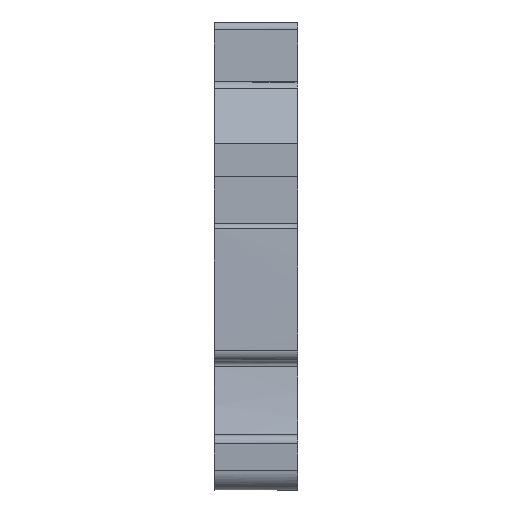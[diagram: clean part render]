
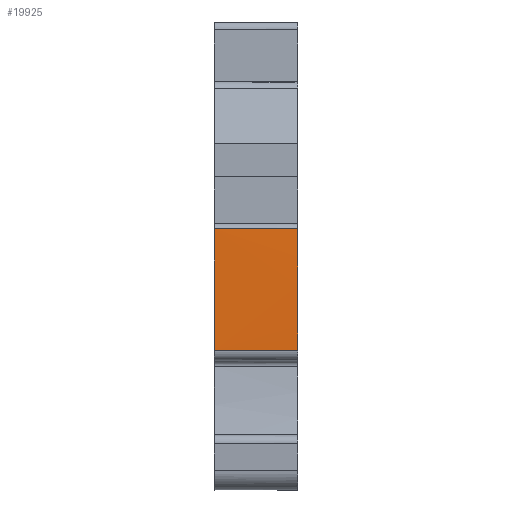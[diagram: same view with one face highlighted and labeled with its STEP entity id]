
A CAD part, front view. The second image highlights one B-rep face of the part: STEP entity #19925.
In plain terms, the highlighted cylindrical face has radius 250 mm (diameter 500 mm), a partial arc.
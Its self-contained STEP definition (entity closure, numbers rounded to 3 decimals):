
#18593=AXIS2_PLACEMENT_3D('Circle Axis2P3D',#18591,#18592,$) ;
#18600=AXIS2_PLACEMENT_3D('Circle Axis2P3D',#18598,#18599,$) ;
#19906=AXIS2_PLACEMENT_3D('Cylinder Axis2P3D',#19903,#19904,#19905) ;
#1286=CARTESIAN_POINT('Vertex',(0.05,1.53,13.45)) ;
#1337=CARTESIAN_POINT('Vertex',(0.05,1.637,25.2)) ;
#1349=CARTESIAN_POINT('Control Point',(0.05,1.637,25.2)) ;
#1350=CARTESIAN_POINT('Control Point',(0.05,1.56,22.851)) ;
#1351=CARTESIAN_POINT('Control Point',(0.05,1.511,20.501)) ;
#1352=CARTESIAN_POINT('Control Point',(0.05,1.49,18.151)) ;
#1353=CARTESIAN_POINT('Control Point',(0.05,1.496,15.8)) ;
#1354=CARTESIAN_POINT('Control Point',(0.05,1.53,13.45)) ;
#18588=CARTESIAN_POINT('Vertex',(8.1,1.637,25.2)) ;
#18591=CARTESIAN_POINT('Axis2P3D Location',(8.1,251.504,17.05)) ;
#18595=CARTESIAN_POINT('Vertex',(8.1,1.504,17.05)) ;
#18598=CARTESIAN_POINT('Axis2P3D Location',(8.1,251.504,17.05)) ;
#18602=CARTESIAN_POINT('Vertex',(8.1,1.53,13.45)) ;
#19903=CARTESIAN_POINT('Axis2P3D Location',(4.05,251.504,17.05)) ;
#19908=CARTESIAN_POINT('Line Origine',(4.05,1.53,13.45)) ;
#19913=CARTESIAN_POINT('Line Origine',(4.05,1.637,25.2)) ;
#18592=DIRECTION('Axis2P3D Direction',(1.,0.,0.)) ;
#18599=DIRECTION('Axis2P3D Direction',(1.,0.,0.)) ;
#19904=DIRECTION('Axis2P3D Direction',(1.,0.,0.)) ;
#19905=DIRECTION('Axis2P3D XDirection',(0.,-0.999,0.033)) ;
#19909=DIRECTION('Vector Direction',(1.,0.,0.)) ;
#19914=DIRECTION('Vector Direction',(1.,0.,0.)) ;
#19910=VECTOR('Line Direction',#19909,1.) ;
#19915=VECTOR('Line Direction',#19914,1.) ;
#19919=ORIENTED_EDGE('',*,*,#19912,.T.) ;
#19920=ORIENTED_EDGE('',*,*,#18604,.F.) ;
#19921=ORIENTED_EDGE('',*,*,#18597,.F.) ;
#19922=ORIENTED_EDGE('',*,*,#19917,.F.) ;
#19923=ORIENTED_EDGE('',*,*,#1355,.T.) ;
#19925=ADVANCED_FACE('PartBody',(#19924),#19907,.T.) ;
#1348=B_SPLINE_CURVE_WITH_KNOTS('',5,(#1349,#1350,#1351,#1352,#1353,#1354),.UNSPECIFIED.,.F.,.U.,(6,6),(243.115,254.867),.UNSPECIFIED.) ;
#18594=CIRCLE('generated circle',#18593,250.) ;
#18601=CIRCLE('generated circle',#18600,250.) ;
#19907=CYLINDRICAL_SURFACE('generated cylinder',#19906,250.) ;
#1355=EDGE_CURVE('',#1338,#1287,#1348,.T.) ;
#18597=EDGE_CURVE('',#18589,#18596,#18594,.T.) ;
#18604=EDGE_CURVE('',#18596,#18603,#18601,.T.) ;
#19912=EDGE_CURVE('',#1287,#18603,#19911,.T.) ;
#19917=EDGE_CURVE('',#1338,#18589,#19916,.T.) ;
#19918=EDGE_LOOP('',(#19919,#19920,#19921,#19922,#19923)) ;
#19924=FACE_OUTER_BOUND('',#19918,.T.) ;
#19911=LINE('Line',#19908,#19910) ;
#19916=LINE('Line',#19913,#19915) ;
#1287=VERTEX_POINT('',#1286) ;
#1338=VERTEX_POINT('',#1337) ;
#18589=VERTEX_POINT('',#18588) ;
#18596=VERTEX_POINT('',#18595) ;
#18603=VERTEX_POINT('',#18602) ;
